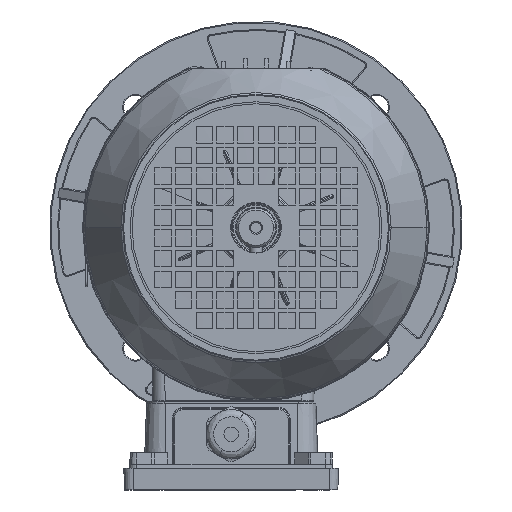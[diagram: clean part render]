
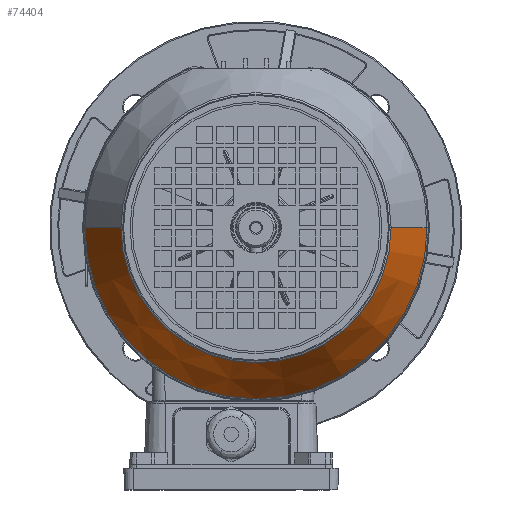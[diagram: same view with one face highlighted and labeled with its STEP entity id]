
A CAD part, left-side view. The second image highlights one B-rep face of the part: STEP entity #74404.
In plain terms, the highlighted conical face has half-angle 29.65 degrees and reference radius 65 mm.
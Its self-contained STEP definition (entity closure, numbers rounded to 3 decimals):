
#46 = DIRECTION ( 'NONE',  ( 1., 0., 0. ) ) ;
#155 = CARTESIAN_POINT ( 'NONE',  ( 69., 0., -65. ) ) ;
#1110 = EDGE_CURVE ( 'NONE', #43576, #122939, #52410, .T. ) ;
#4939 = FACE_OUTER_BOUND ( 'NONE', #72982, .T. ) ;
#5105 = CIRCLE ( 'NONE', #111913, 65.431 ) ;
#11106 = LINE ( 'NONE', #155, #17753 ) ;
#17753 = VECTOR ( 'NONE', #94316, 1000. ) ;
#18249 = DIRECTION ( 'NONE',  ( -1., 0., 0. ) ) ;
#22382 = CARTESIAN_POINT ( 'NONE',  ( 69., 0., 65. ) ) ;
#22504 = AXIS2_PLACEMENT_3D ( 'NONE', #124332, #46, #51262 ) ;
#24088 = DIRECTION ( 'NONE',  ( 0., 0., 1. ) ) ;
#24694 = VERTEX_POINT ( 'NONE', #101619 ) ;
#37512 = CARTESIAN_POINT ( 'NONE',  ( 68.242, 0., 65.431 ) ) ;
#41330 = CARTESIAN_POINT ( 'NONE',  ( 68.242, 0., -65.431 ) ) ;
#43576 = VERTEX_POINT ( 'NONE', #37512 ) ;
#44321 = ORIENTED_EDGE ( 'NONE', *, *, #107881, .T. ) ;
#47249 = CARTESIAN_POINT ( 'NONE',  ( 69., 0., 0. ) ) ;
#51262 = DIRECTION ( 'NONE',  ( 0., 0., -1. ) ) ;
#52410 = LINE ( 'NONE', #22382, #131557 ) ;
#54952 = EDGE_CURVE ( 'NONE', #43576, #82886, #5105, .T. ) ;
#61751 = ORIENTED_EDGE ( 'NONE', *, *, #1110, .F. ) ;
#72982 = EDGE_LOOP ( 'NONE', ( #134519, #44321, #130204, #61751 ) ) ;
#74404 = ADVANCED_FACE ( 'NONE', ( #4939 ), #130650, .T. ) ;
#74935 = DIRECTION ( 'NONE',  ( -0.869, 0., 0.495 ) ) ;
#82886 = VERTEX_POINT ( 'NONE', #41330 ) ;
#88902 = DIRECTION ( 'NONE',  ( -1., 0., 0. ) ) ;
#91286 = CARTESIAN_POINT ( 'NONE',  ( 68.242, 0., 0. ) ) ;
#94316 = DIRECTION ( 'NONE',  ( -0.869, 0., -0.495 ) ) ;
#101619 = CARTESIAN_POINT ( 'NONE',  ( 37.65, 0., -82.845 ) ) ;
#106610 = CARTESIAN_POINT ( 'NONE',  ( 37.65, 0., 82.845 ) ) ;
#107881 = EDGE_CURVE ( 'NONE', #82886, #24694, #11106, .T. ) ;
#110370 = EDGE_CURVE ( 'NONE', #24694, #122939, #122787, .T. ) ;
#111913 = AXIS2_PLACEMENT_3D ( 'NONE', #91286, #18249, #133618 ) ;
#121981 = AXIS2_PLACEMENT_3D ( 'NONE', #47249, #88902, #24088 ) ;
#122787 = CIRCLE ( 'NONE', #22504, 82.845 ) ;
#122939 = VERTEX_POINT ( 'NONE', #106610 ) ;
#124332 = CARTESIAN_POINT ( 'NONE',  ( 37.65, 0., 0. ) ) ;
#130204 = ORIENTED_EDGE ( 'NONE', *, *, #110370, .T. ) ;
#130650 = CONICAL_SURFACE ( 'NONE', #121981, 65., 0.517 ) ;
#131557 = VECTOR ( 'NONE', #74935, 1000. ) ;
#133618 = DIRECTION ( 'NONE',  ( 0., 0., -1. ) ) ;
#134519 = ORIENTED_EDGE ( 'NONE', *, *, #54952, .T. ) ;
